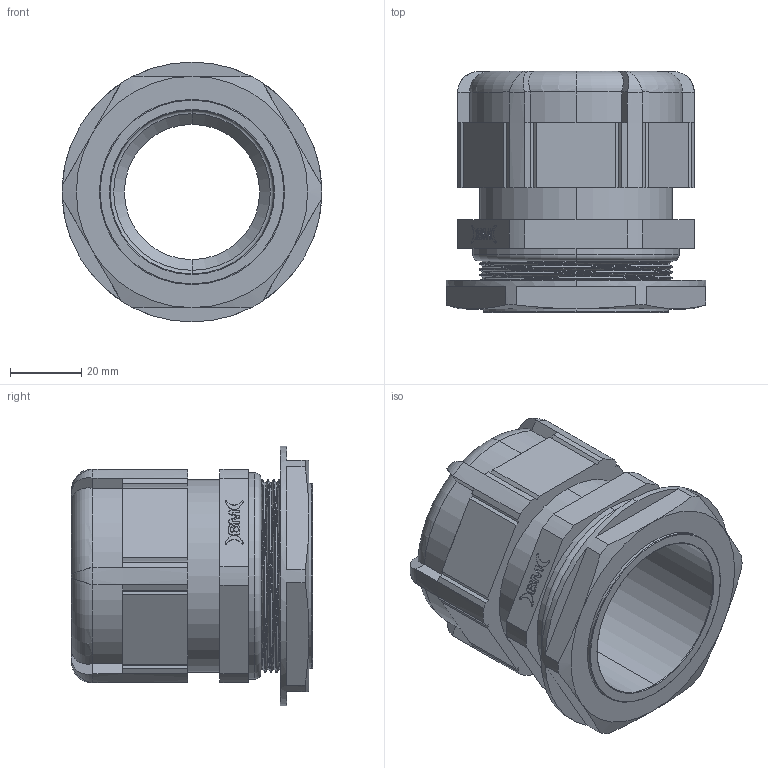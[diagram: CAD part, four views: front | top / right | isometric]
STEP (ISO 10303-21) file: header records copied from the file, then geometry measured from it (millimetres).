
FILE_DESCRIPTION (( 'STEP AP203' ), '1' );
FILE_NAME ('4742.STEP', '2026-03-12T12:48:02', ( '' ), ( '' ), 'SwSTEP 2.0', 'SolidWorks 2025', '' );
FILE_SCHEMA (( 'CONFIG_CONTROL_DESIGN' ));
Length unit declared in the file: millimetre
Products named in the file (1): 4742
Bounding box: 73 x 67.7 x 73 mm (x, y, z)
Volume: 99309.1 mm3; surface area: 31497 mm2
Topology: 1 solids, 1 shells, 328 faces, 870 edges, 564 vertices
Faces by surface type: plane 165, bspline 89, cylinder 43, torus 23, cone 8
Entity records: 16737 total; most frequent: CARTESIAN_POINT 9192, ORIENTED_EDGE 1738, DIRECTION 1232, EDGE_CURVE 869, VERTEX_POINT 562, LINE 494, VECTOR 494, AXIS2_PLACEMENT_3D 369
